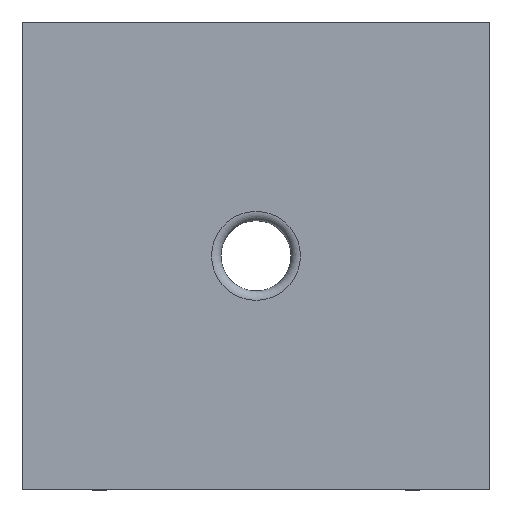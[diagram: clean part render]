
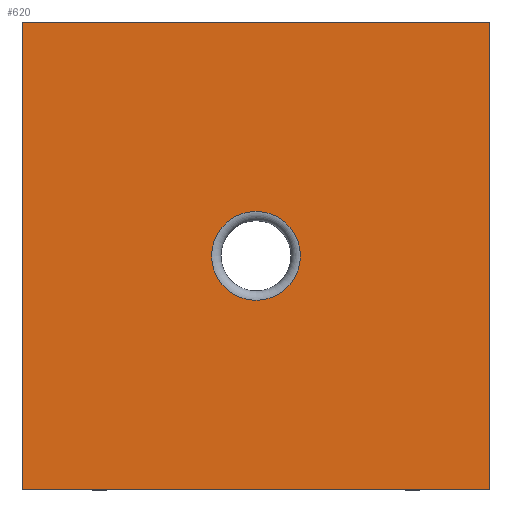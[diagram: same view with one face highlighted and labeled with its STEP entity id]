
A CAD part, top view. The second image highlights one B-rep face of the part: STEP entity #620.
In plain terms, the highlighted planar face has unit normal (0, 0, 1).
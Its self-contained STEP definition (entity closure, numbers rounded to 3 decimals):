
#19=FACE_BOUND('',#97,.T.);
#35=CIRCLE('',#670,9.5);
#64=FACE_OUTER_BOUND('',#96,.T.);
#96=EDGE_LOOP('',(#460,#461,#462,#463));
#97=EDGE_LOOP('',(#464));
#151=LINE('',#983,#220);
#152=LINE('',#985,#221);
#153=LINE('',#987,#222);
#154=LINE('',#988,#223);
#220=VECTOR('',#790,10.);
#221=VECTOR('',#791,10.);
#222=VECTOR('',#792,10.);
#223=VECTOR('',#793,10.);
#286=VERTEX_POINT('',#969);
#290=VERTEX_POINT('',#981);
#291=VERTEX_POINT('',#982);
#292=VERTEX_POINT('',#984);
#293=VERTEX_POINT('',#986);
#352=EDGE_CURVE('',#286,#286,#35,.T.);
#358=EDGE_CURVE('',#290,#291,#151,.T.);
#359=EDGE_CURVE('',#292,#290,#152,.T.);
#360=EDGE_CURVE('',#293,#292,#153,.T.);
#361=EDGE_CURVE('',#291,#293,#154,.T.);
#460=ORIENTED_EDGE('',*,*,#358,.F.);
#461=ORIENTED_EDGE('',*,*,#359,.F.);
#462=ORIENTED_EDGE('',*,*,#360,.F.);
#463=ORIENTED_EDGE('',*,*,#361,.F.);
#464=ORIENTED_EDGE('',*,*,#352,.F.);
#596=PLANE('',#676);
#620=ADVANCED_FACE('',(#64,#19),#596,.F.);
#670=AXIS2_PLACEMENT_3D('',#970,#775,#776);
#676=AXIS2_PLACEMENT_3D('',#980,#788,#789);
#775=DIRECTION('center_axis',(0.,0.,1.));
#776=DIRECTION('ref_axis',(1.,0.,0.));
#788=DIRECTION('center_axis',(0.,0.,-1.));
#789=DIRECTION('ref_axis',(-1.,0.,0.));
#790=DIRECTION('',(0.,1.,0.));
#791=DIRECTION('',(-1.,0.,0.));
#792=DIRECTION('',(0.,-1.,0.));
#793=DIRECTION('',(1.,0.,0.));
#969=CARTESIAN_POINT('',(-57.5,0.,38.));
#970=CARTESIAN_POINT('Origin',(-67.,0.,38.));
#980=CARTESIAN_POINT('Origin',(-67.,0.,38.));
#981=CARTESIAN_POINT('',(-117.,-50.,38.));
#982=CARTESIAN_POINT('',(-117.,50.,38.));
#983=CARTESIAN_POINT('',(-117.,-50.,38.));
#984=CARTESIAN_POINT('',(-17.,-50.,38.));
#985=CARTESIAN_POINT('',(-17.,-50.,38.));
#986=CARTESIAN_POINT('',(-17.,50.,38.));
#987=CARTESIAN_POINT('',(-17.,50.,38.));
#988=CARTESIAN_POINT('',(-117.,50.,38.));
